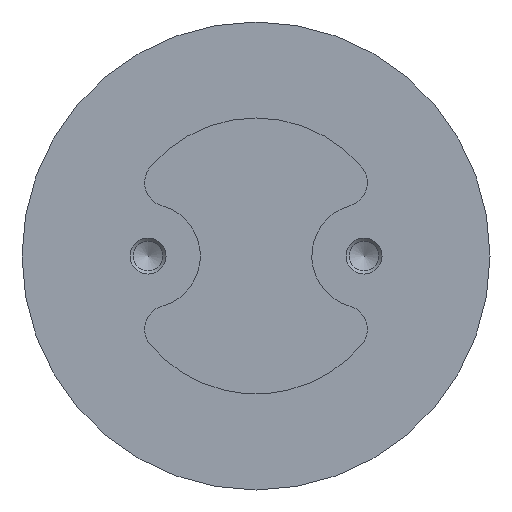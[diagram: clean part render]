
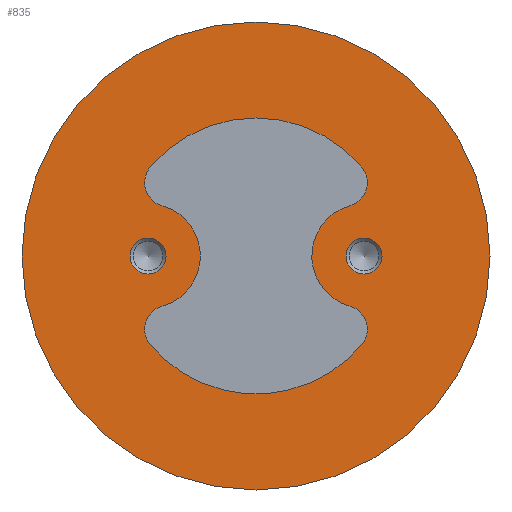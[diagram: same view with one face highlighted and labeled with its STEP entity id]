
A CAD part, front view. The second image highlights one B-rep face of the part: STEP entity #835.
In plain terms, the highlighted planar face has unit normal (0, -1, 0).
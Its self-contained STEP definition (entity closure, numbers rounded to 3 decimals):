
#89=ORIENTED_EDGE('',*,*,#227,.T.);
#90=ORIENTED_EDGE('',*,*,#228,.T.);
#91=ORIENTED_EDGE('',*,*,#229,.T.);
#92=ORIENTED_EDGE('',*,*,#230,.T.);
#93=ORIENTED_EDGE('',*,*,#231,.F.);
#94=ORIENTED_EDGE('',*,*,#232,.T.);
#95=ORIENTED_EDGE('',*,*,#233,.T.);
#96=ORIENTED_EDGE('',*,*,#234,.T.);
#97=ORIENTED_EDGE('',*,*,#235,.F.);
#98=ORIENTED_EDGE('',*,*,#236,.T.);
#99=ORIENTED_EDGE('',*,*,#237,.T.);
#227=EDGE_CURVE('',#296,#297,#353,.F.);
#228=EDGE_CURVE('',#297,#298,#354,.T.);
#229=EDGE_CURVE('',#298,#299,#355,.T.);
#230=EDGE_CURVE('',#299,#300,#356,.T.);
#231=EDGE_CURVE('',#301,#300,#357,.T.);
#232=EDGE_CURVE('',#301,#302,#358,.T.);
#233=EDGE_CURVE('',#302,#303,#359,.T.);
#234=EDGE_CURVE('',#303,#296,#360,.T.);
#235=EDGE_CURVE('',#304,#304,#361,.F.);
#236=EDGE_CURVE('',#305,#305,#362,.T.);
#237=EDGE_CURVE('',#306,#306,#363,.T.);
#296=VERTEX_POINT('',#1184);
#297=VERTEX_POINT('',#1185);
#298=VERTEX_POINT('',#1187);
#299=VERTEX_POINT('',#1189);
#300=VERTEX_POINT('',#1191);
#301=VERTEX_POINT('',#1193);
#302=VERTEX_POINT('',#1195);
#303=VERTEX_POINT('',#1197);
#304=VERTEX_POINT('',#1200);
#305=VERTEX_POINT('',#1202);
#306=VERTEX_POINT('',#1204);
#353=CIRCLE('',#882,8.7);
#354=CIRCLE('',#883,4.);
#355=CIRCLE('',#884,23.);
#356=CIRCLE('',#885,4.);
#357=CIRCLE('',#886,8.7);
#358=CIRCLE('',#887,4.);
#359=CIRCLE('',#888,23.);
#360=CIRCLE('',#889,4.);
#361=CIRCLE('',#890,3.);
#362=CIRCLE('',#891,3.);
#363=CIRCLE('',#892,39.);
#406=EDGE_LOOP('',(#89,#90,#91,#92,#93,#94,#95,#96));
#407=EDGE_LOOP('',(#97));
#408=EDGE_LOOP('',(#98));
#409=EDGE_LOOP('',(#99));
#470=FACE_BOUND('',#406,.T.);
#471=FACE_BOUND('',#407,.T.);
#472=FACE_BOUND('',#408,.T.);
#473=FACE_BOUND('',#409,.T.);
#538=PLANE('',#881);
#835=ADVANCED_FACE('',(#470,#471,#472,#473),#538,.F.);
#881=AXIS2_PLACEMENT_3D('',#1182,#977,#978);
#882=AXIS2_PLACEMENT_3D('',#1183,#979,#980);
#883=AXIS2_PLACEMENT_3D('',#1186,#981,#982);
#884=AXIS2_PLACEMENT_3D('',#1188,#983,#984);
#885=AXIS2_PLACEMENT_3D('',#1190,#985,#986);
#886=AXIS2_PLACEMENT_3D('',#1192,#987,#988);
#887=AXIS2_PLACEMENT_3D('',#1194,#989,#990);
#888=AXIS2_PLACEMENT_3D('',#1196,#991,#992);
#889=AXIS2_PLACEMENT_3D('',#1198,#993,#994);
#890=AXIS2_PLACEMENT_3D('',#1199,#995,#996);
#891=AXIS2_PLACEMENT_3D('',#1201,#997,#998);
#892=AXIS2_PLACEMENT_3D('',#1203,#999,#1000);
#977=DIRECTION('',(0.,1.,0.));
#978=DIRECTION('',(0.,0.,1.));
#979=DIRECTION('',(0.,1.,0.));
#980=DIRECTION('',(0.,0.,1.));
#981=DIRECTION('',(0.,1.,0.));
#982=DIRECTION('',(1.,0.,0.));
#983=DIRECTION('',(0.,1.,0.));
#984=DIRECTION('',(1.,0.,0.));
#985=DIRECTION('',(0.,1.,0.));
#986=DIRECTION('',(1.,0.,0.));
#987=DIRECTION('',(0.,1.,0.));
#988=DIRECTION('',(1.,0.,0.));
#989=DIRECTION('',(0.,1.,0.));
#990=DIRECTION('',(1.,0.,0.));
#991=DIRECTION('',(0.,1.,0.));
#992=DIRECTION('',(1.,0.,0.));
#993=DIRECTION('',(0.,1.,0.));
#994=DIRECTION('',(1.,0.,0.));
#995=DIRECTION('',(0.,1.,0.));
#996=DIRECTION('',(0.,0.,1.));
#997=DIRECTION('',(0.,1.,0.));
#998=DIRECTION('',(0.,0.,1.));
#999=DIRECTION('',(0.,-1.,0.));
#1000=DIRECTION('',(0.,0.,-1.));
#1182=CARTESIAN_POINT('',(39.,-35.,0.));
#1183=CARTESIAN_POINT('',(18.,-35.,0.));
#1184=CARTESIAN_POINT('',(15.803,-35.,8.418));
#1185=CARTESIAN_POINT('',(15.483,-35.,-8.328));
#1186=CARTESIAN_POINT('',(14.56,-35.,-12.22));
#1187=CARTESIAN_POINT('',(17.8,-35.,-14.566));
#1188=CARTESIAN_POINT('',(0.,-35.,0.));
#1189=CARTESIAN_POINT('',(-17.8,-35.,-14.566));
#1190=CARTESIAN_POINT('',(-14.56,-35.,-12.22));
#1191=CARTESIAN_POINT('',(-15.483,-35.,-8.328));
#1192=CARTESIAN_POINT('',(-18.,-35.,0.));
#1193=CARTESIAN_POINT('',(-15.483,-35.,8.328));
#1194=CARTESIAN_POINT('',(-14.56,-35.,12.22));
#1195=CARTESIAN_POINT('',(-17.432,-35.,15.004));
#1196=CARTESIAN_POINT('',(0.,-35.,0.));
#1197=CARTESIAN_POINT('',(17.432,-35.,15.004));
#1198=CARTESIAN_POINT('',(14.56,-35.,12.22));
#1199=CARTESIAN_POINT('',(18.,-35.,0.));
#1200=CARTESIAN_POINT('',(18.,-35.,3.));
#1201=CARTESIAN_POINT('',(-18.,-35.,0.));
#1202=CARTESIAN_POINT('',(-18.,-35.,3.));
#1203=CARTESIAN_POINT('',(0.,-35.,0.));
#1204=CARTESIAN_POINT('',(0.,-35.,-39.));
